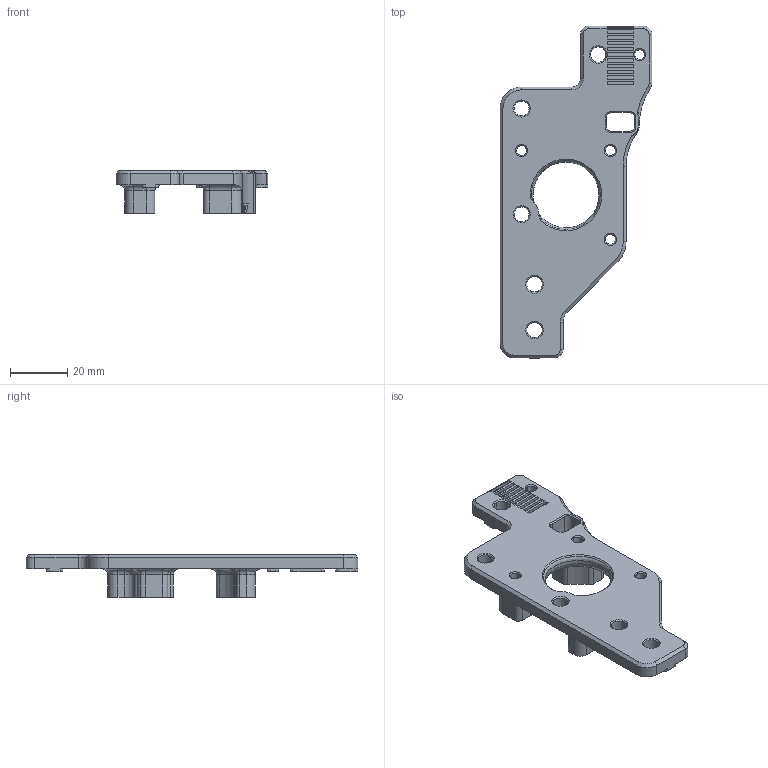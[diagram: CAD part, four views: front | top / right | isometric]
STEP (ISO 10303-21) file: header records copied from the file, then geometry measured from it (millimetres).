
FILE_DESCRIPTION (( 'STEP AP214' ), '1' );
FILE_NAME ('AB DRIVE B SIDE TOP.STEP', '2020-12-22T22:59:27', ( '' ), ( '' ), 'SwSTEP 2.0', 'SolidWorks 2014', '' );
FILE_SCHEMA (( 'AUTOMOTIVE_DESIGN' ));
Length unit declared in the file: millimetre
Products named in the file (2): AB DRIVE B SIDE TOP
Bounding box: 53.03 x 116 x 15 mm (x, y, z)
Volume: 22877.3 mm3; surface area: 12279.7 mm2
Topology: 1 solids, 1 shells, 329 faces, 860 edges, 543 vertices
Faces by surface type: plane 138, cylinder 105, bspline 45, cone 40, torus 1
Entity records: 14761 total; most frequent: CARTESIAN_POINT 3179, ORIENTED_EDGE 1720, DIRECTION 1643, EDGE_CURVE 860, AXIS2_PLACEMENT_3D 584, VERTEX_POINT 543, VECTOR 475, LINE 475
